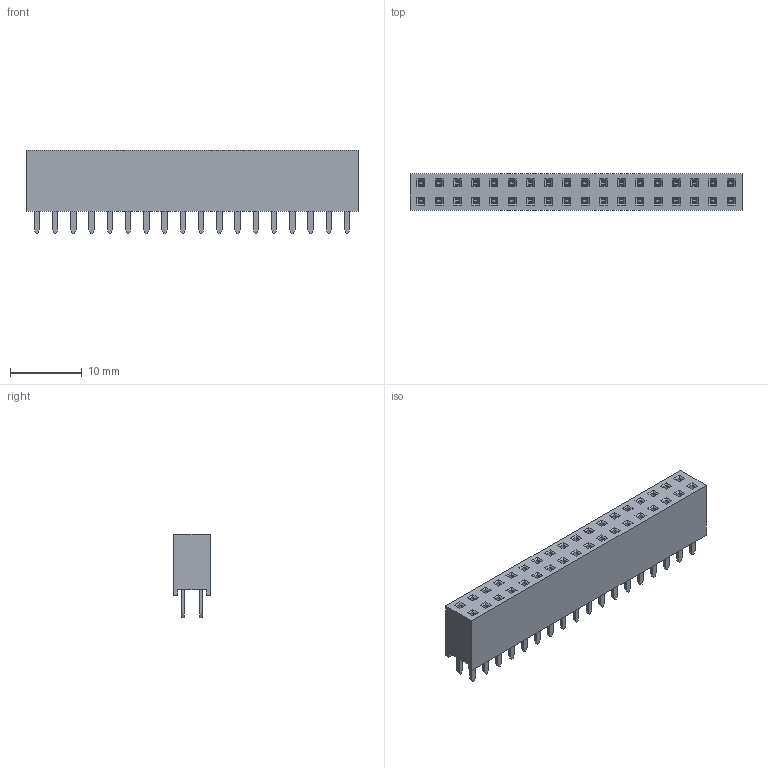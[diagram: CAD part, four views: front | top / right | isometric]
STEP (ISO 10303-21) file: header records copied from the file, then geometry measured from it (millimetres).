
FILE_DESCRIPTION(/* description */ ('Unknown'),/* implementation_level */ '2;1');
FILE_NAME(/* name */ '61303621821',/* time_stamp */ '2022-06-30T08:02:04+02:00',/* author */ ('Unknown'),/* organization */ ('Unknown'),/* preprocessor_version */ 'ST-DEVELOPER v16.7',/* originating_system */ 'Solid Edge',/* authorisation */ 'Unknown');
FILE_SCHEMA (('AUTOMOTIVE_DESIGN {1 0 10303 214 3 1 1}'));
Length unit declared in the file: millimetre
Products named in the file (3): 6130xx21821; 61303621821; 6130xx21821_PIN
Assembly tree (37 placements, depth 2):
  6130xx21821
    61303621821
    6130xx21821_PIN  x36
Bounding box: 46.22 x 5.08 x 11.6 mm (x, y, z)
Volume: 1618.6 mm3; surface area: 3983.3 mm2
Topology: 37 solids, 37 shells, 1486 faces, 3948 edges, 2536 vertices
Faces by surface type: plane 1126, cylinder 216, bspline 72, torus 72
Entity records: 14645 total; most frequent: CARTESIAN_POINT 2588, ORIENTED_EDGE 2498, DIRECTION 2277, EDGE_CURVE 1249, LINE 1227, VECTOR 1227, VERTEX_POINT 784, EDGE_LOOP 545
